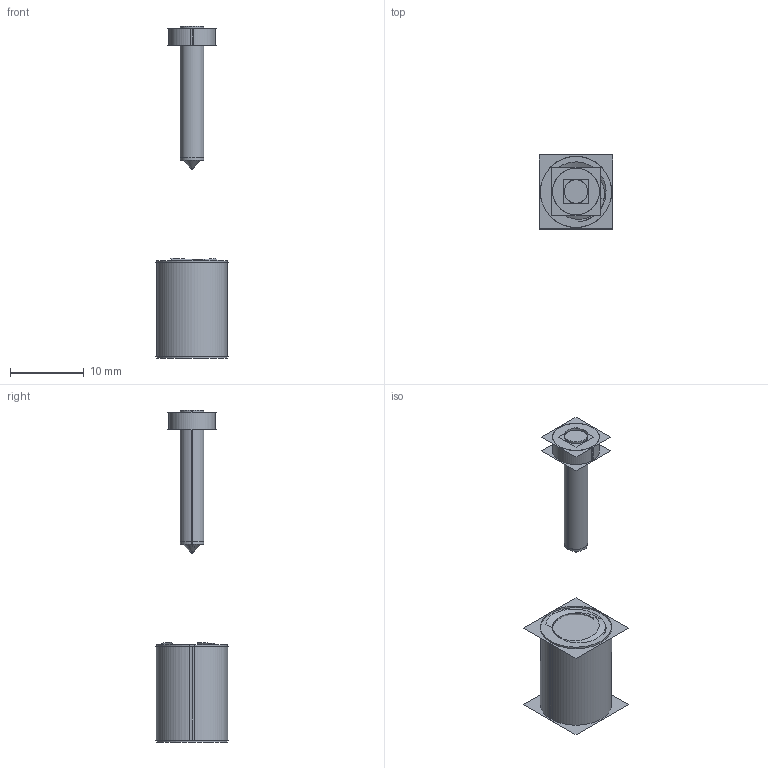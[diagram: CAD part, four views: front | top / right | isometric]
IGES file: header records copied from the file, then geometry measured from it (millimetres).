
Start section:  PTC IGES file: 214678.igs
Global section: file name: 214678.igs; native system: Creo Parametric by PTC Inc.; preprocessor: 2018300; author: pdmadmin; organization: Unknown; date: 20191014.105030; units: millimetre
Bounding box: 10.04 x 10.04 x 45.05 mm (x, y, z)
Volume: 672 mm3; surface area: 7754.2 mm2
Topology: 3 solids, 3 shells, 90 faces, 456 edges, 586 vertices
Faces by surface type: revolution 60, bspline 30
